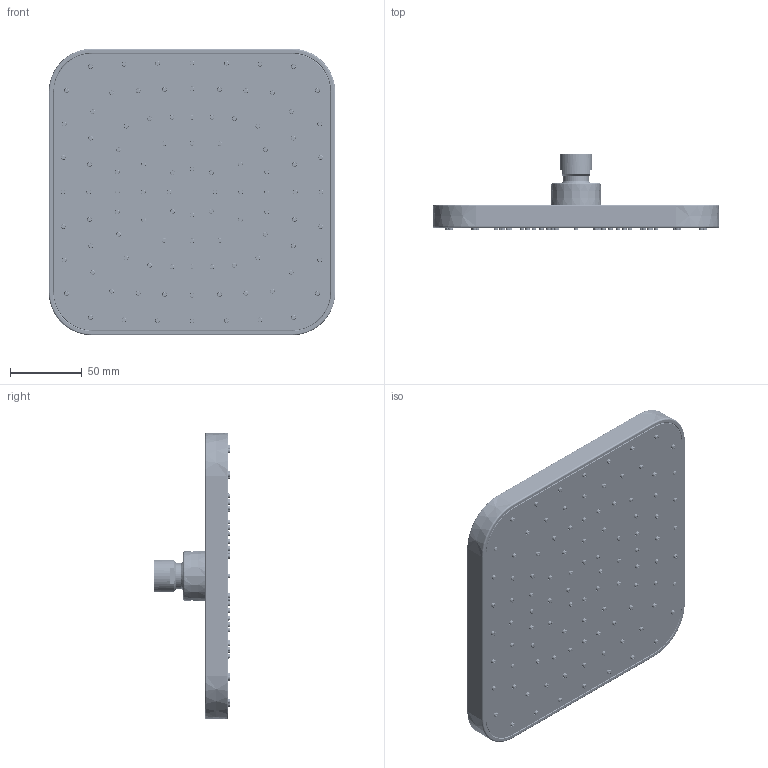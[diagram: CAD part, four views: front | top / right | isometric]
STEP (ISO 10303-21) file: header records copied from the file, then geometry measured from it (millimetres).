
FILE_DESCRIPTION((''),'2;1');
FILE_NAME('BH4105_RE_ASM_ASM','2024-02-27T16:48:56',('Administrator'),(''),'CREO PARAMETRIC BY PTC INC, 2021063','CREO PARAMETRIC BY PTC INC, 2021063','');
FILE_SCHEMA(('CONFIG_CONTROL_DESIGN'));
Products named in the file (12): ST1124_01_FACEP_HEAD_200_SQ_1; ST1124_02_GASKET_200_SQ_1; ST1124_01_BODY_HEAD_200_SQ_1; ST1124_01_INSERT_HEAD_200_SQ_1; S201101-03NUT_1; ST1128_01_S201101-04WASHER_1_1; S201101-06BALLJOINT_1; S201101-08ORING_1; S201101-09SCREW_1; S205101-10_1; ST1124_70_HEAD_200_SQ_ASM_1_ASM; BH4105_RE_ASM_ASM
Assembly tree (26 placements, depth 3):
  BH4105_RE_ASM_ASM
    ST1124_70_HEAD_200_SQ_ASM_1_ASM
      ST1124_01_FACEP_HEAD_200_SQ_1
      ST1124_02_GASKET_200_SQ_1
      ST1124_01_BODY_HEAD_200_SQ_1
      ST1124_01_INSERT_HEAD_200_SQ_1
      S201101-03NUT_1
      ST1128_01_S201101-04WASHER_1_1
      S201101-06BALLJOINT_1
      S201101-08ORING_1
      S201101-09SCREW_1  x16
      S205101-10_1
Bounding box: 199.92 x 53.2 x 199.92 mm (x, y, z)
Volume: 456166.4 mm3; surface area: 364475.4 mm2
Topology: 25 solids, 25 shells, 3959 faces, 11438 edges, 7842 vertices
Faces by surface type: cone 1242, torus 1209, plane 757, cylinder 632, bspline 115, sphere 4
Entity records: 122752 total; most frequent: CARTESIAN_POINT 27453, DIRECTION 23176, ORIENTED_EDGE 19028, AXIS2_PLACEMENT_3D 10622, EDGE_CURVE 9514, CIRCLE 7315, VERTEX_POINT 6567, EDGE_LOOP 4061
